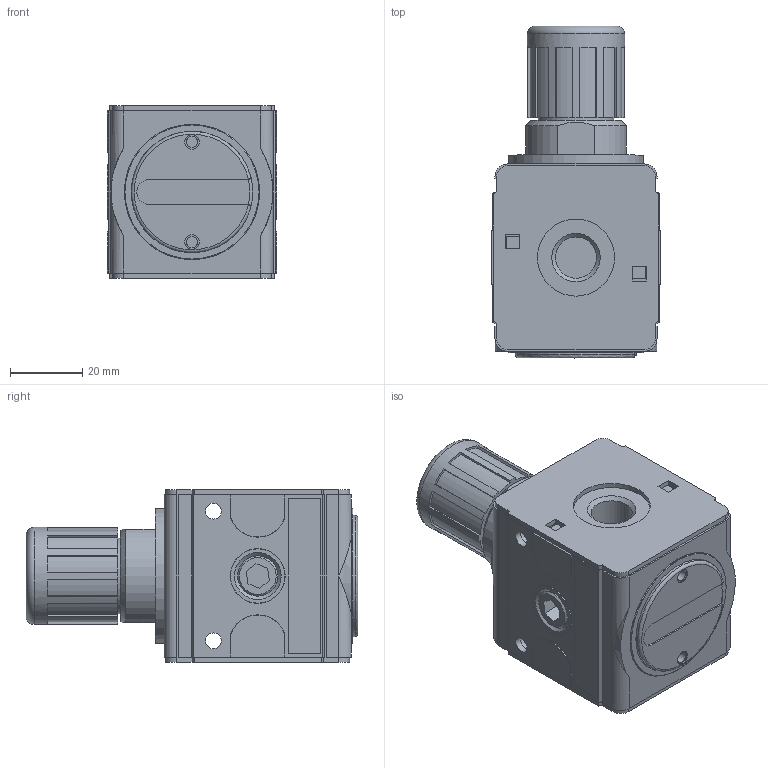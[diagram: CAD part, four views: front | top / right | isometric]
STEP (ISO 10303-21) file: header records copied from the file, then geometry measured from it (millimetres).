
FILE_DESCRIPTION((''),'2;1');
FILE_NAME('RP.11.stp','2011-04-28T09:00:06',('GBaumeister'),(''),'Autodesk Inventor 2009','Autodesk Inventor 2009','');
FILE_SCHEMA(('AUTOMOTIVE_DESIGN { 1 0 10303 214 1 1 1 1 }'));
Length unit declared in the file: millimetre
Products named in the file (2): R.11 G-40; Bauteil11_1
Assembly tree (1 placements, depth 2):
  R.11 G-40
    Bauteil11_1
Bounding box: 47 x 92.1 x 47.8 mm (x, y, z)
Volume: 114551.4 mm3; surface area: 35827.9 mm2
Topology: 1 solids, 1 shells, 422 faces, 1131 edges, 731 vertices
Faces by surface type: plane 321, cylinder 88, cone 8, torus 5
Full cylindrical faces by diameter (mm): 3.2 x2, 4 x2, 4.4 x4, 5.2 x2, 11.2 x2, 11.445 x2, 15.1 x2, 15.2 x2, 15.7 x1, 19.2 x1, 21 x1, 21.2 x1, 21.4 x2, 23.1 x1, 27 x1, 33.7 x1, 37.5 x1, 37.6 x1
Entity records: 12927 total; most frequent: CARTESIAN_POINT 2380, ORIENTED_EDGE 2158, DIRECTION 2126, EDGE_CURVE 1079, VECTOR 854, LINE 854, VERTEX_POINT 717, AXIS2_PLACEMENT_3D 636
